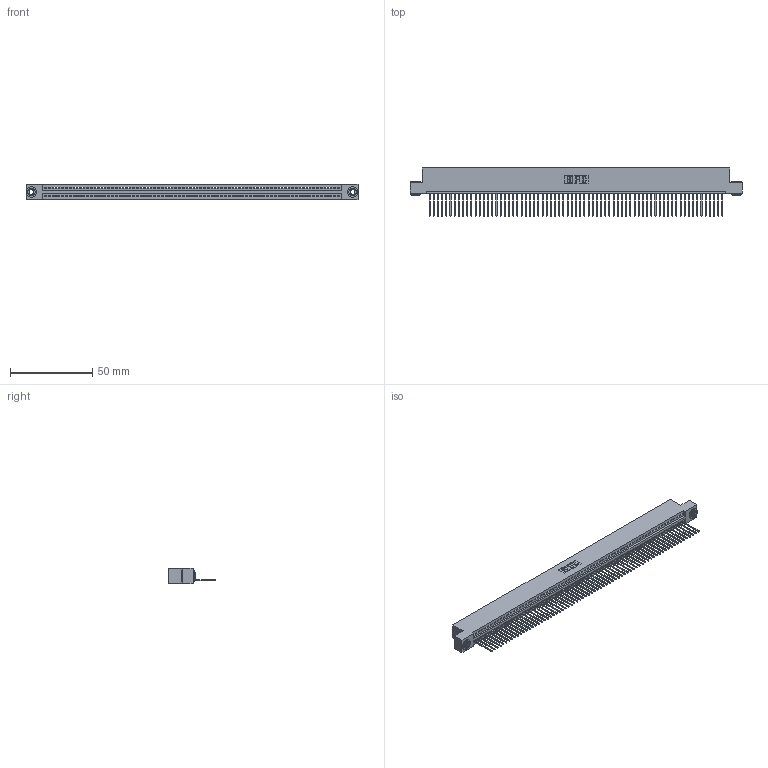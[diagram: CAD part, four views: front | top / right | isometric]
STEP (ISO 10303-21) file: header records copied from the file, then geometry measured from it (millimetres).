
FILE_DESCRIPTION (( 'STEP AP203' ), '1' );
FILE_NAME ('395-071-540-103.STEP', '2019-10-26T04:50:50', ( '' ), ( '' ), 'SwSTEP 2.0', 'SolidWorks 2016', '' );
FILE_SCHEMA (( 'CONFIG_CONTROL_DESIGN' ));
Length unit declared in the file: inch
Products named in the file (4): 345 Part_Flush Mounting Lugs - 0.156 Dia-TH; 345-250-002_345-250-002-102; 345-292-001_345-293-140; 395-071-540-103
Assembly tree (74 placements, depth 2):
  395-071-540-103
    345 Part_Flush Mounting Lugs - 0.156 Dia-TH
    345-292-001_345-293-140  x71
    345-250-002_345-250-002-102  x2
Bounding box: 201.55 x 29.13 x 9.4 mm (x, y, z)
Volume: 19496.4 mm3; surface area: 27209.4 mm2
Topology: 74 solids, 74 shells, 4282 faces, 12913 edges, 8510 vertices
Faces by surface type: plane 2930, cylinder 1344, cone 8
Entity records: 50200 total; most frequent: CARTESIAN_POINT 8672, ORIENTED_EDGE 8670, DIRECTION 7563, EDGE_CURVE 4335, LINE 3895, VECTOR 3895, VERTEX_POINT 2886, AXIS2_PLACEMENT_3D 1834
